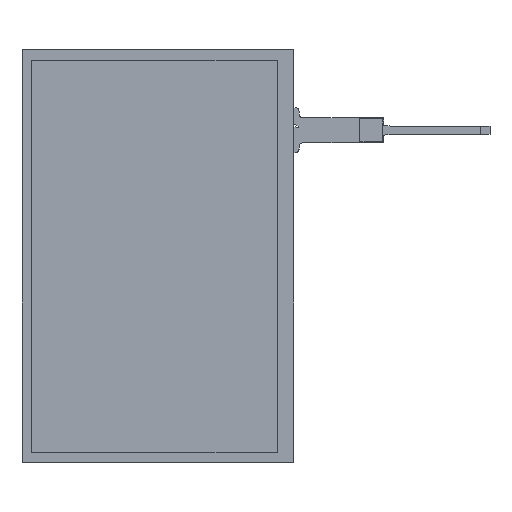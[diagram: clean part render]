
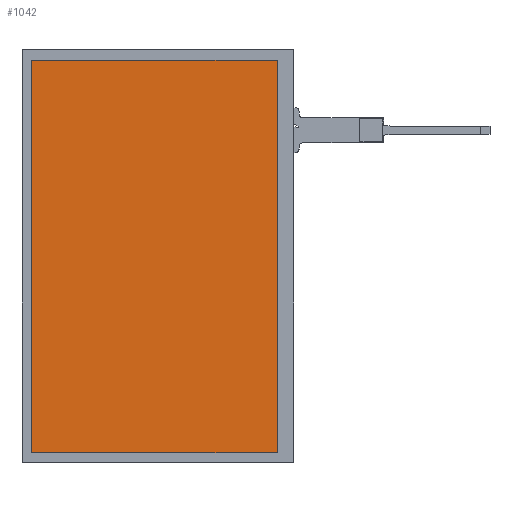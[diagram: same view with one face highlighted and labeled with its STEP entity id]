
A CAD part, top view. The second image highlights one B-rep face of the part: STEP entity #1042.
In plain terms, the highlighted planar face has unit normal (0, 0, 1).
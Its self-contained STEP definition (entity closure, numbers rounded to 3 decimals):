
#110=FACE_OUTER_BOUND('',#167,.T.);
#167=EDGE_LOOP('',(#721,#722,#723,#724));
#224=LINE('',#1621,#347);
#227=LINE('',#1627,#350);
#230=LINE('',#1633,#353);
#233=LINE('',#1637,#356);
#347=VECTOR('',#1325,10.);
#350=VECTOR('',#1330,10.);
#353=VECTOR('',#1335,10.);
#356=VECTOR('',#1340,10.);
#470=VERTEX_POINT('',#1618);
#471=VERTEX_POINT('',#1620);
#473=VERTEX_POINT('',#1626);
#475=VERTEX_POINT('',#1632);
#564=EDGE_CURVE('',#471,#470,#224,.T.);
#567=EDGE_CURVE('',#473,#471,#227,.T.);
#570=EDGE_CURVE('',#475,#473,#230,.T.);
#573=EDGE_CURVE('',#470,#475,#233,.T.);
#721=ORIENTED_EDGE('',*,*,#573,.T.);
#722=ORIENTED_EDGE('',*,*,#570,.T.);
#723=ORIENTED_EDGE('',*,*,#567,.T.);
#724=ORIENTED_EDGE('',*,*,#564,.T.);
#995=PLANE('',#1237);
#1042=ADVANCED_FACE('',(#110),#995,.T.);
#1237=AXIS2_PLACEMENT_3D('',#1638,#1341,#1342);
#1325=DIRECTION('',(0.,1.,0.));
#1330=DIRECTION('',(1.,0.,0.));
#1335=DIRECTION('',(0.,-1.,0.));
#1340=DIRECTION('',(-1.,0.,0.));
#1341=DIRECTION('center_axis',(0.,0.,1.));
#1342=DIRECTION('ref_axis',(1.,0.,0.));
#1618=CARTESIAN_POINT('',(68.1,108.78,3.5));
#1620=CARTESIAN_POINT('',(68.1,-108.78,3.5));
#1621=CARTESIAN_POINT('',(68.1,-108.78,3.5));
#1626=CARTESIAN_POINT('',(-68.1,-108.78,3.5));
#1627=CARTESIAN_POINT('',(-68.1,-108.78,3.5));
#1632=CARTESIAN_POINT('',(-68.1,108.78,3.5));
#1633=CARTESIAN_POINT('',(-68.1,108.78,3.5));
#1637=CARTESIAN_POINT('',(68.1,108.78,3.5));
#1638=CARTESIAN_POINT('Origin',(0.,0.,
3.5));
